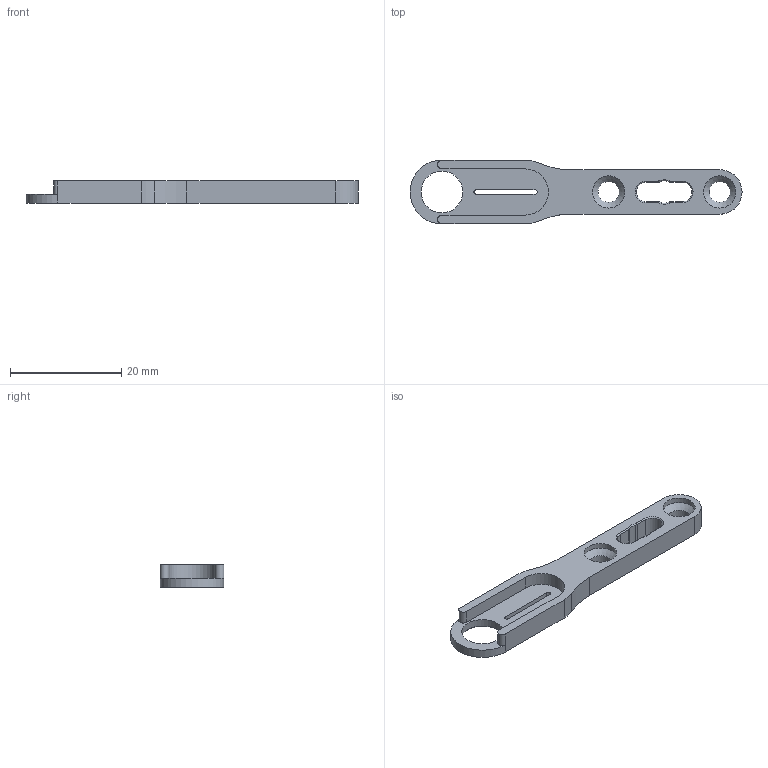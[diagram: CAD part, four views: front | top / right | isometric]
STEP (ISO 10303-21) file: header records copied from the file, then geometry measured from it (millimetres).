
FILE_DESCRIPTION(('STEP AP242'), '1');
FILE_NAME('ﾐ飼璢-V2', '', ('UNSPECIFIED'), ('UNSPECIFIED'), 'C3D Converter', 'C3D Toolkit', '');
FILE_SCHEMA(('AP242_MANAGED_MODEL_BASED_3D_ENGINEERING_MIM_LF { 1 0 10303 442 1 1 4 }'));
Length unit declared in the file: millimetre
Products named in the file (3): -04
Assembly tree (3 placements, depth 3):
  (unnamed)
    -04  x2
      (unnamed)
Bounding box: 59.75 x 11.5 x 4 mm (x, y, z)
Volume: 1329.6 mm3; surface area: 1720.3 mm2
Topology: 1 solids, 1 shells, 68 faces, 166 edges, 100 vertices
Faces by surface type: cylinder 24, plane 23, cone 21
Full cylindrical faces by diameter (mm): 3.8 x2, 5.8 x2, 7.5 x1
Entity records: 2127 total; most frequent: DIRECTION 368, CARTESIAN_POINT 328, ORIENTED_EDGE 312, EDGE_CURVE 156, AXIS2_PLACEMENT_3D 140, VERTEX_POINT 100, EDGE_LOOP 88, LINE 88
